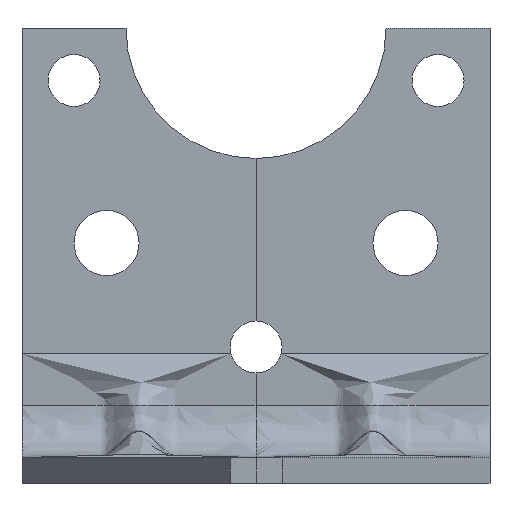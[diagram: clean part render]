
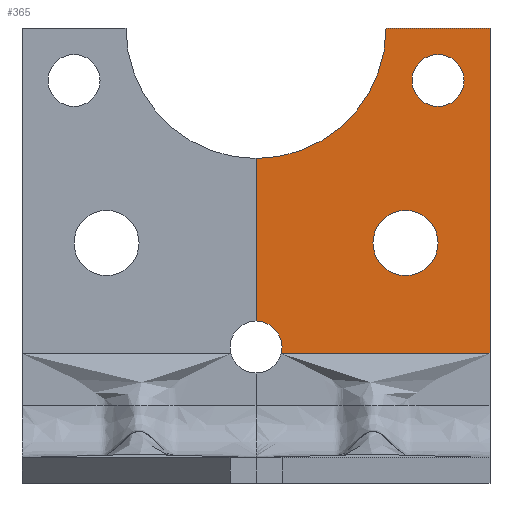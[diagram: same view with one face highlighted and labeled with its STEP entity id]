
A CAD part, left-side view. The second image highlights one B-rep face of the part: STEP entity #365.
In plain terms, the highlighted planar face has unit normal (-1, 0, 0).
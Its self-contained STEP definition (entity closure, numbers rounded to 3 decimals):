
#365 = ADVANCED_FACE( '', ( #515, #516, #517 ), #518, .F. );
#515 = FACE_BOUND( '', #4252, .T. );
#516 = FACE_BOUND( '', #4253, .T. );
#517 = FACE_OUTER_BOUND( '', #4254, .T. );
#518 = PLANE( '', #4255 );
#4252 = EDGE_LOOP( '', ( #8220, #8221, #8222, #8223 ) );
#4253 = EDGE_LOOP( '', ( #8224, #8225, #8226, #8227 ) );
#4254 = EDGE_LOOP( '', ( #8228, #8229, #8230, #8231, #8232, #8233, #8234 ) );
#4255 = AXIS2_PLACEMENT_3D( '', #8235, #8236, #8237 );
#8220 = ORIENTED_EDGE( '', *, *, #8687, .T. );
#8221 = ORIENTED_EDGE( '', *, *, #8719, .T. );
#8222 = ORIENTED_EDGE( '', *, *, #8718, .T. );
#8223 = ORIENTED_EDGE( '', *, *, #8720, .T. );
#8224 = ORIENTED_EDGE( '', *, *, #8692, .T. );
#8225 = ORIENTED_EDGE( '', *, *, #8690, .T. );
#8226 = ORIENTED_EDGE( '', *, *, #8680, .T. );
#8227 = ORIENTED_EDGE( '', *, *, #8683, .T. );
#8228 = ORIENTED_EDGE( '', *, *, #8710, .F. );
#8229 = ORIENTED_EDGE( '', *, *, #8714, .T. );
#8230 = ORIENTED_EDGE( '', *, *, #8713, .F. );
#8231 = ORIENTED_EDGE( '', *, *, #8700, .T. );
#8232 = ORIENTED_EDGE( '', *, *, #8715, .T. );
#8233 = ORIENTED_EDGE( '', *, *, #8693, .T. );
#8234 = ORIENTED_EDGE( '', *, *, #8721, .T. );
#8235 = CARTESIAN_POINT( '', ( 61., 0., 20. ) );
#8236 = DIRECTION( '', ( 1., 0., 0. ) );
#8237 = DIRECTION( '', ( 0., 1., 0. ) );
#8680 = EDGE_CURVE( '', #8977, #8982, #8984, .T. );
#8683 = EDGE_CURVE( '', #8982, #8987, #8989, .T. );
#8687 = EDGE_CURVE( '', #8990, #8995, #8997, .T. );
#8690 = EDGE_CURVE( '', #8998, #8977, #9002, .T. );
#8692 = EDGE_CURVE( '', #8987, #8998, #9004, .T. );
#8693 = EDGE_CURVE( '', #9005, #9006, #9007, .T. );
#8700 = EDGE_CURVE( '', #9013, #9018, #9020, .T. );
#8710 = EDGE_CURVE( '', #9034, #9036, #9037, .T. );
#8713 = EDGE_CURVE( '', #9013, #9039, #9041, .T. );
#8714 = EDGE_CURVE( '', #9034, #9039, #9042, .T. );
#8715 = EDGE_CURVE( '', #9018, #9005, #9043, .T. );
#8718 = EDGE_CURVE( '', #9044, #9046, #9048, .T. );
#8719 = EDGE_CURVE( '', #8995, #9044, #9049, .T. );
#8720 = EDGE_CURVE( '', #9046, #8990, #9050, .T. );
#8721 = EDGE_CURVE( '', #9006, #9036, #9051, .T. );
#8977 = VERTEX_POINT( '', #10453 );
#8982 = VERTEX_POINT( '', #10459 );
#8984 = CIRCLE( '', #10462, 5. );
#8987 = VERTEX_POINT( '', #10465 );
#8989 = CIRCLE( '', #10468, 5. );
#8990 = VERTEX_POINT( '', #10469 );
#8995 = VERTEX_POINT( '', #10475 );
#8997 = CIRCLE( '', #10478, 4. );
#8998 = VERTEX_POINT( '', #10479 );
#9002 = CIRCLE( '', #10484, 5. );
#9004 = CIRCLE( '', #10486, 5. );
#9005 = VERTEX_POINT( '', #10487 );
#9006 = VERTEX_POINT( '', #10488 );
#9007 = LINE( '', #10489, #10490 );
#9013 = VERTEX_POINT( '', #10499 );
#9018 = VERTEX_POINT( '', #10505 );
#9020 = CIRCLE( '', #10508, 4. );
#9034 = VERTEX_POINT( '', #10525 );
#9036 = VERTEX_POINT( '', #10528 );
#9037 = LINE( '', #10529, #10530 );
#9039 = VERTEX_POINT( '', #10533 );
#9041 = LINE( '', #10536, #10537 );
#9042 = CIRCLE( '', #10538, 20. );
#9043 = CIRCLE( '', #10539, 4. );
#9044 = VERTEX_POINT( '', #10540 );
#9046 = VERTEX_POINT( '', #10543 );
#9048 = CIRCLE( '', #10546, 4. );
#9049 = CIRCLE( '', #10547, 4. );
#9050 = CIRCLE( '', #10548, 4. );
#9051 = LINE( '', #10549, #10550 );
#10453 = CARTESIAN_POINT( '', ( 61., 13., 42. ) );
#10459 = CARTESIAN_POINT( '', ( 61., 8., 37. ) );
#10462 = AXIS2_PLACEMENT_3D( '', #11913, #11914, #11915 );
#10465 = CARTESIAN_POINT( '', ( 61., 13., 32. ) );
#10468 = AXIS2_PLACEMENT_3D( '', #11920, #11921, #11922 );
#10469 = CARTESIAN_POINT( '', ( 61., 8., 58. ) );
#10475 = CARTESIAN_POINT( '', ( 61., 12., 62. ) );
#10478 = AXIS2_PLACEMENT_3D( '', #11928, #11929, #11930 );
#10479 = CARTESIAN_POINT( '', ( 61., 18., 37. ) );
#10484 = AXIS2_PLACEMENT_3D( '', #11935, #11936, #11937 );
#10486 = AXIS2_PLACEMENT_3D( '', #11941, #11942, #11943 );
#10487 = CARTESIAN_POINT( '', ( 61., 32.127, 20. ) );
#10488 = CARTESIAN_POINT( '', ( 61., 0., 20. ) );
#10489 = CARTESIAN_POINT( '', ( 61., 36., 20. ) );
#10490 = VECTOR( '', #11944, 1000000. );
#10499 = CARTESIAN_POINT( '', ( 61., 36., 25. ) );
#10505 = CARTESIAN_POINT( '', ( 61., 32., 21. ) );
#10508 = AXIS2_PLACEMENT_3D( '', #11953, #11954, #11955 );
#10525 = CARTESIAN_POINT( '', ( 61., 16., 70. ) );
#10528 = CARTESIAN_POINT( '', ( 61., 0., 70. ) );
#10529 = CARTESIAN_POINT( '', ( 61., 36., 70. ) );
#10530 = VECTOR( '', #11975, 1000000. );
#10533 = CARTESIAN_POINT( '', ( 61., 36., 50. ) );
#10536 = CARTESIAN_POINT( '', ( 61., 36., 20. ) );
#10537 = VECTOR( '', #11978, 1000000. );
#10538 = AXIS2_PLACEMENT_3D( '', #11979, #11980, #11981 );
#10539 = AXIS2_PLACEMENT_3D( '', #11982, #11983, #11984 );
#10540 = CARTESIAN_POINT( '', ( 61., 8., 66. ) );
#10543 = CARTESIAN_POINT( '', ( 61., 4., 62. ) );
#10546 = AXIS2_PLACEMENT_3D( '', #11987, #11988, #11989 );
#10547 = AXIS2_PLACEMENT_3D( '', #11990, #11991, #11992 );
#10548 = AXIS2_PLACEMENT_3D( '', #11993, #11994, #11995 );
#10549 = CARTESIAN_POINT( '', ( 61., 0., 20. ) );
#10550 = VECTOR( '', #11996, 1000000. );
#11913 = CARTESIAN_POINT( '', ( 61., 13., 37. ) );
#11914 = DIRECTION( '', ( 1., 0., 0. ) );
#11915 = DIRECTION( '', ( 0., 0., -1. ) );
#11920 = CARTESIAN_POINT( '', ( 61., 13., 37. ) );
#11921 = DIRECTION( '', ( 1., 0., 0. ) );
#11922 = DIRECTION( '', ( 0., 0., -1. ) );
#11928 = CARTESIAN_POINT( '', ( 61., 8., 62. ) );
#11929 = DIRECTION( '', ( 1., 0., 0. ) );
#11930 = DIRECTION( '', ( 0., 0., -1. ) );
#11935 = CARTESIAN_POINT( '', ( 61., 13., 37. ) );
#11936 = DIRECTION( '', ( 1., 0., 0. ) );
#11937 = DIRECTION( '', ( 0., 0., -1. ) );
#11941 = CARTESIAN_POINT( '', ( 61., 13., 37. ) );
#11942 = DIRECTION( '', ( 1., 0., 0. ) );
#11943 = DIRECTION( '', ( 0., 0., -1. ) );
#11944 = DIRECTION( '', ( 0., -1., 0. ) );
#11953 = CARTESIAN_POINT( '', ( 61., 36., 21. ) );
#11954 = DIRECTION( '', ( 1., 0., 0. ) );
#11955 = DIRECTION( '', ( 0., 0., -1. ) );
#11975 = DIRECTION( '', ( 0., -1., 0. ) );
#11978 = DIRECTION( '', ( 0., 0., 1. ) );
#11979 = CARTESIAN_POINT( '', ( 61., 36., 70. ) );
#11980 = DIRECTION( '', ( 1., 0., 0. ) );
#11981 = DIRECTION( '', ( 0., 0., -1. ) );
#11982 = CARTESIAN_POINT( '', ( 61., 36., 21. ) );
#11983 = DIRECTION( '', ( 1., 0., 0. ) );
#11984 = DIRECTION( '', ( 0., 0., -1. ) );
#11987 = CARTESIAN_POINT( '', ( 61., 8., 62. ) );
#11988 = DIRECTION( '', ( 1., 0., 0. ) );
#11989 = DIRECTION( '', ( 0., 0., -1. ) );
#11990 = CARTESIAN_POINT( '', ( 61., 8., 62. ) );
#11991 = DIRECTION( '', ( 1., 0., 0. ) );
#11992 = DIRECTION( '', ( 0., 0., -1. ) );
#11993 = CARTESIAN_POINT( '', ( 61., 8., 62. ) );
#11994 = DIRECTION( '', ( 1., 0., 0. ) );
#11995 = DIRECTION( '', ( 0., 0., -1. ) );
#11996 = DIRECTION( '', ( 0., 0., 1. ) );
